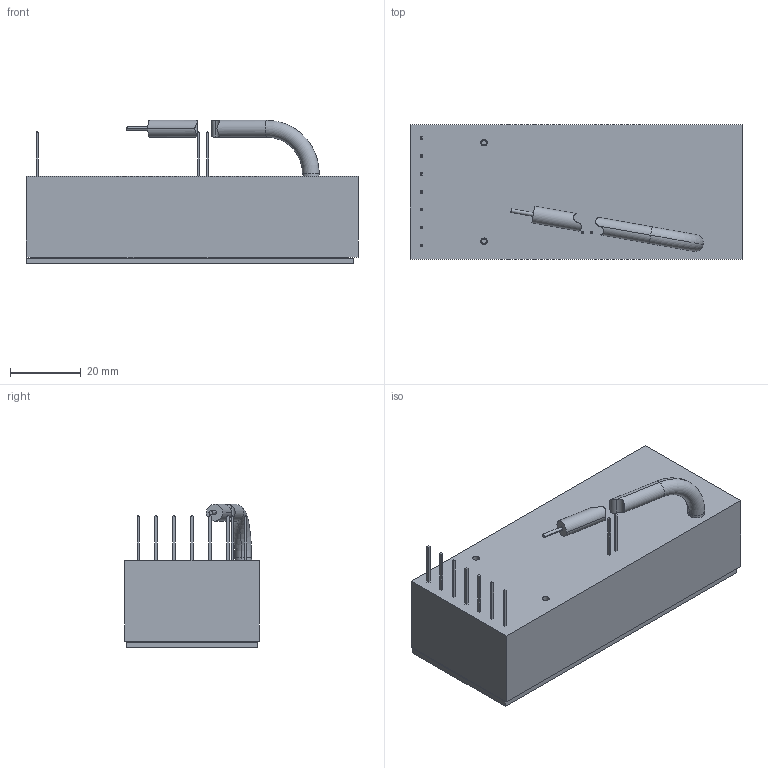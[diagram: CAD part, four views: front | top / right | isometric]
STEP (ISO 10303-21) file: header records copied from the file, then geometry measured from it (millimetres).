
FILE_DESCRIPTION (( 'STEP AP214' ), '1' );
FILE_NAME ('10A12-N4.STEP', '2024-11-11T15:20:08', ( '' ), ( '' ), 'SwSTEP 2.0', 'SolidWorks 2022', '' );
FILE_SCHEMA (( 'AUTOMOTIVE_DESIGN' ));
Length unit declared in the file: millimetre
Products named in the file (5): OL-014_revH_10A^10A24-N15(2)_10A12-N4.STEP; 10A12-N4; AH-001^10A24-N15(2)_10A12-N4.STEP; HS-018^10A24-N15(2)_10A12-N4.STEP; SC-F-2-56-1003^10A24-N15(2)_10A12-N4.STEP
Assembly tree (5 placements, depth 2):
  10A12-N4
    OL-014_revH_10A^10A24-N15(2)_10A12-N4.STEP
    AH-001^10A24-N15(2)_10A12-N4.STEP
    HS-018^10A24-N15(2)_10A12-N4.STEP
    SC-F-2-56-1003^10A24-N15(2)_10A12-N4.STEP  x2
Bounding box: 93.98 x 38.1 x 40.59 mm (x, y, z)
Volume: 88908.1 mm3; surface area: 28101.3 mm2
Topology: 7 solids, 7 shells, 339 faces, 734 edges, 420 vertices
Faces by surface type: cone 164, plane 137, cylinder 36, torus 2
Entity records: 7308 total; most frequent: CARTESIAN_POINT 1504, DIRECTION 1184, ORIENTED_EDGE 1088, EDGE_CURVE 544, AXIS2_PLACEMENT_3D 401, LINE 382, VECTOR 382, VERTEX_POINT 321
